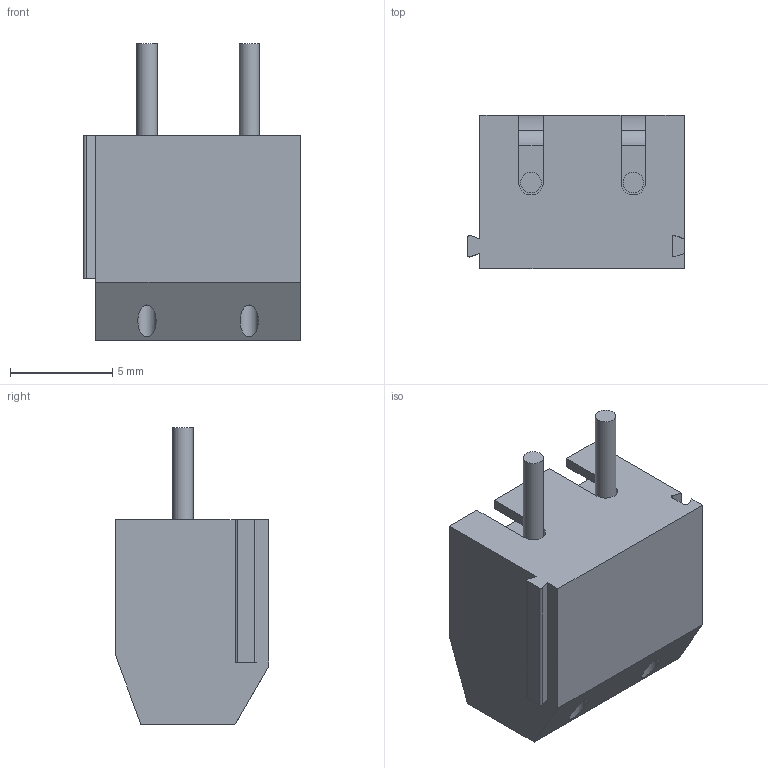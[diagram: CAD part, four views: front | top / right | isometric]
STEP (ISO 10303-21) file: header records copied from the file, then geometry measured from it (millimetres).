
FILE_DESCRIPTION(/* description */ ('STEP AP242','CAx-IF Rec.Pracs.---Representation and Presentation of Product Manufacturing Information (PMI)---4.0---2014-10-13','CAx-IF Rec.Pracs.---3D Tessellated Geometry---0.4---2014-09-14','2;1'),/* implementation_level */ '2;1');
FILE_NAME(/* name */ '684ca313fe29171e5ed3217a',/* time_stamp */ '2025-06-13T22:15:48Z',/* author */ (''),/* organization */ (''),/* preprocessor_version */ 'ST-DEVELOPER v20',/* originating_system */ 'ONSHAPE BY PTC INC, 1.199',/* authorisation */ ' ');
FILE_SCHEMA (('AP242_MANAGED_MODEL_BASED_3D_ENGINEERING_MIM_LF { 1 0 10303 442 1 1 4 }'));
Length unit declared in the file: metre
Products named in the file (7): KF301-2P
Bounding box: 10.6 x 7.5 x 14.5 mm (x, y, z)
Volume: 592.7 mm3; surface area: 850.8 mm2
Topology: 7 solids, 7 shells, 170 faces, 434 edges, 268 vertices
Faces by surface type: plane 84, cylinder 48, bspline 28, sphere 8, torus 2
Full cylindrical faces by diameter (mm): 0.9 x2, 1 x2, 2.7 x2, 3.3 x2, 3.5 x2
Entity records: 6022 total; most frequent: CARTESIAN_POINT 1943, ORIENTED_EDGE 808, DIRECTION 780, EDGE_CURVE 404, AXIS2_PLACEMENT_3D 291, VERTEX_POINT 266, LINE 198, VECTOR 198
